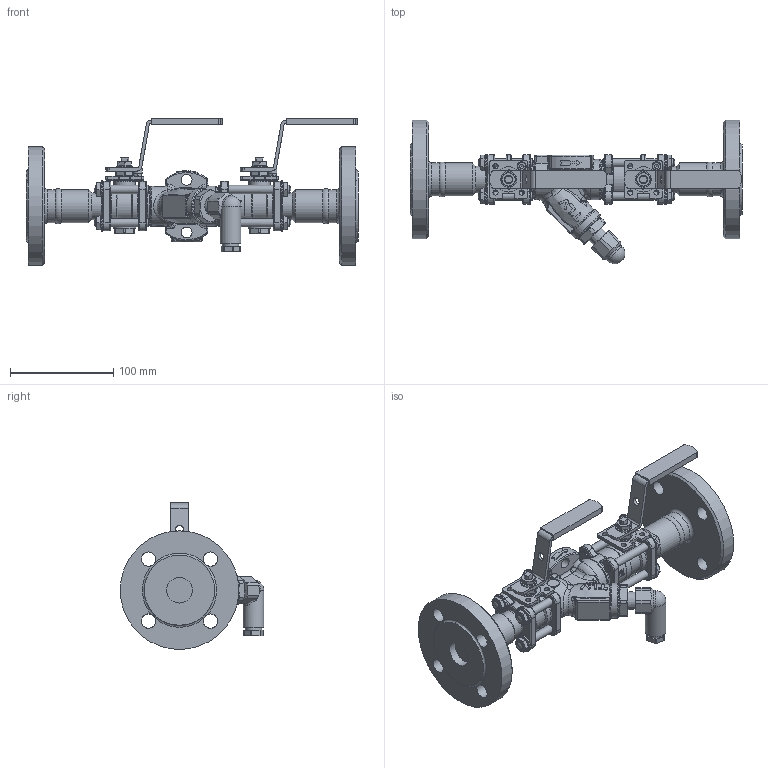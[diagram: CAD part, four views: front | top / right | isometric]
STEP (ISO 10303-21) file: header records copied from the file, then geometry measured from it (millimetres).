
FILE_DESCRIPTION(/* description */ (''),/* implementation_level */ '2;1');
FILE_NAME(/* name */ 'qs18b-025-e0040-01.stp',/* time_stamp */ '2025-04-18T11:06:10+09:00',/* author */ ('asada'),/* organization */ (''),/* preprocessor_version */ 'ST-DEVELOPER v20',/* originating_system */ 'Autodesk Inventor 2022',/* authorisation */ '');
FILE_SCHEMA (('AUTOMOTIVE_DESIGN { 1 0 10303 214 3 1 1 }'));
Products named in the file (1): 25A-PN40-QS18-B_BD2N_SYM
Bounding box: 322 x 139.23 x 142.5 mm (x, y, z)
Volume: 767752.9 mm3; surface area: 158106.3 mm2
Topology: 1 solids, 9 shells, 1774 faces, 4471 edges, 2736 vertices
Faces by surface type: plane 653, cylinder 514, cone 228, bspline 220, torus 128, sphere 31
Full cylindrical faces by diameter (mm): 5 x8, 7 x1, 7.5 x2, 8 x24, 8.4 x10, 8.5 x2, 8.7 x10, 9 x2, 9.3 x2, 10 x1, 10.2 x2, 10.5 x2, 14 x8, 14.5 x2, 14.9 x2, 15 x1, 15.5 x2, 16 x4, 17 x8, 17.5 x2, 20 x1, 22 x2, 24 x1, 24.2 x1, 24.5 x2, 25 x3, 26 x2, 29 x1, 32 x4, 34 x1
Entity records: 64590 total; most frequent: CARTESIAN_POINT 23960, ORIENTED_EDGE 8824, DIRECTION 7971, EDGE_CURVE 4412, AXIS2_PLACEMENT_3D 3293, VERTEX_POINT 2736, EDGE_LOOP 1928, FACE_OUTER_BOUND 1774
